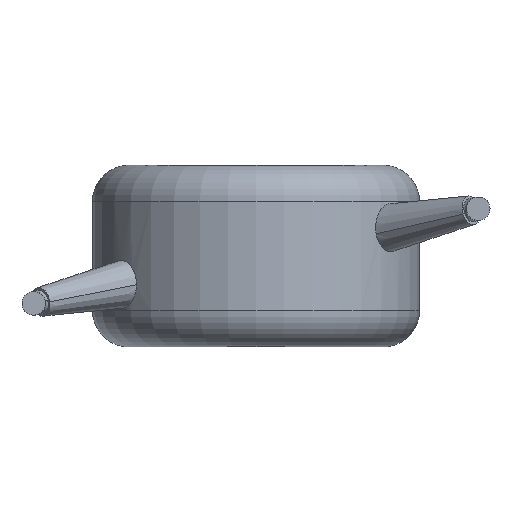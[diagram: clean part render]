
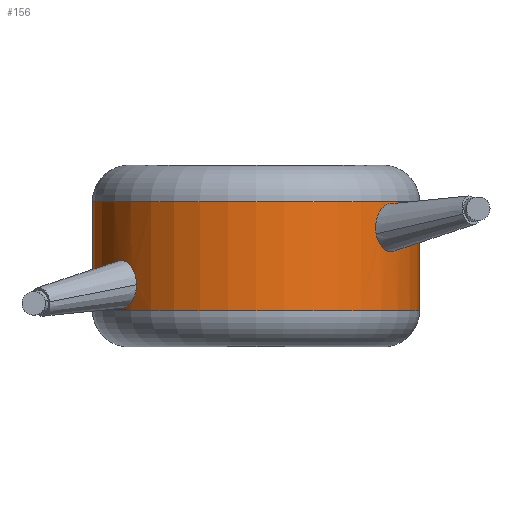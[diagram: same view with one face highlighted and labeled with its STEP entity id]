
A CAD part, front view. The second image highlights one B-rep face of the part: STEP entity #156.
In plain terms, the highlighted cylindrical face has radius 4.5 mm (diameter 9 mm), a partial arc.
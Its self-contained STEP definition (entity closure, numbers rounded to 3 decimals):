
#1 = EDGE_LOOP ( 'NONE', ( #3310, #500 ) ) ;
#33 = CARTESIAN_POINT ( 'NONE',  ( -3.602, -2.702, 2.383 ) ) ;
#89 = VERTEX_POINT ( 'NONE', #256 ) ;
#92 = CARTESIAN_POINT ( 'NONE',  ( -3.803, -2.412, 1.065 ) ) ;
#108 = DIRECTION ( 'NONE',  ( 0., 0., -1. ) ) ;
#109 = CARTESIAN_POINT ( 'NONE',  ( 3.597, -2.708, 2.619 ) ) ;
#156 = ADVANCED_FACE ( 'NONE', ( #3009, #1584, #2427 ), #542, .T. ) ;
#177 = ORIENTED_EDGE ( 'NONE', *, *, #475, .T. ) ;
#256 = CARTESIAN_POINT ( 'NONE',  ( 4.5, 0., 1. ) ) ;
#278 = EDGE_CURVE ( 'NONE', #3372, #2482, #2097, .T. ) ;
#307 = ORIENTED_EDGE ( 'NONE', *, *, #1639, .F. ) ;
#348 = DIRECTION ( 'NONE',  ( 0., 0., -1. ) ) ;
#350 = CARTESIAN_POINT ( 'NONE',  ( -3.979, -2.103, 2.138 ) ) ;
#379 = CARTESIAN_POINT ( 'NONE',  ( -3.8, -2.417, 2.388 ) ) ;
#381 = CARTESIAN_POINT ( 'NONE',  ( 4.038, -1.987, 3.36 ) ) ;
#408 = CARTESIAN_POINT ( 'NONE',  ( 4.5, 0., 4. ) ) ;
#475 = EDGE_CURVE ( 'NONE', #3077, #3372, #3660, .T. ) ;
#500 = ORIENTED_EDGE ( 'NONE', *, *, #1494, .F. ) ;
#542 = CYLINDRICAL_SURFACE ( 'NONE', #2855, 4.5 ) ;
#596 = CARTESIAN_POINT ( 'NONE',  ( 3.303, -3.056, 3.115 ) ) ;
#606 = EDGE_CURVE ( 'NONE', #3077, #89, #2407, .T. ) ;
#672 = CARTESIAN_POINT ( 'NONE',  ( -4.038, -1.985, 1.729 ) ) ;
#693 = CARTESIAN_POINT ( 'NONE',  ( -3.29, -3.071, 1.713 ) ) ;
#708 = CARTESIAN_POINT ( 'NONE',  ( 4.027, -2.009, 3.444 ) ) ;
#717 = CARTESIAN_POINT ( 'NONE',  ( -3.508, -2.82, 1.139 ) ) ;
#806 = CARTESIAN_POINT ( 'NONE',  ( 3.843, -2.343, 3.889 ) ) ;
#830 = CARTESIAN_POINT ( 'NONE',  ( 4.027, -2.009, 3.444 ) ) ;
#883 = B_SPLINE_CURVE_WITH_KNOTS ( 'NONE', 3,
 ( #3266, #2095, #1559, #109, #1257, #3243, #3225, #3207, #2110, #2968, #381, #708 ),
 .UNSPECIFIED., .F., .F.,
 ( 4, 2, 2, 2, 2, 4 ),
 ( 0.004, 0.004, 0.005, 0.005, 0.006, 0.006 ),
 .UNSPECIFIED. ) ;
#959 = VERTEX_POINT ( 'NONE', #1404 ) ;
#965 = DIRECTION ( 'NONE',  ( -1., 0., 0. ) ) ;
#985 = DIRECTION ( 'NONE',  ( 0., 0., -1. ) ) ;
#1035 = VERTEX_POINT ( 'NONE', #2020 ) ;
#1094 = ORIENTED_EDGE ( 'NONE', *, *, #606, .F. ) ;
#1178 = CARTESIAN_POINT ( 'NONE',  ( -3.495, -2.837, 2.31 ) ) ;
#1185 = VERTEX_POINT ( 'NONE', #596 ) ;
#1195 = CARTESIAN_POINT ( 'NONE',  ( -4.038, -1.985, 1.729 ) ) ;
#1243 = AXIS2_PLACEMENT_3D ( 'NONE', #2136, #2420, #2955 ) ;
#1248 = CARTESIAN_POINT ( 'NONE',  ( 4.027, -2.009, 3.444 ) ) ;
#1257 = CARTESIAN_POINT ( 'NONE',  ( 3.706, -2.558, 2.592 ) ) ;
#1280 = CARTESIAN_POINT ( 'NONE',  ( -4.5, 0., 1. ) ) ;
#1379 = CARTESIAN_POINT ( 'NONE',  ( 3.655, -2.627, 3.941 ) ) ;
#1404 = CARTESIAN_POINT ( 'NONE',  ( -3.29, -3.071, 1.713 ) ) ;
#1467 = B_SPLINE_CURVE_WITH_KNOTS ( 'NONE', 3,
 ( #672, #3579, #2107, #3567, #92, #3533, #1828, #717, #2696, #2393, #2993, #693 ),
 .UNSPECIFIED., .F., .F.,
 ( 4, 2, 2, 2, 2, 4 ),
 ( 0.003, 0.003, 0.004, 0.004, 0.004, 0.005 ),
 .UNSPECIFIED. ) ;
#1494 = EDGE_CURVE ( 'NONE', #1929, #1185, #2118, .T. ) ;
#1513 = CARTESIAN_POINT ( 'NONE',  ( 0., 0., 4. ) ) ;
#1536 = ORIENTED_EDGE ( 'NONE', *, *, #278, .T. ) ;
#1559 = CARTESIAN_POINT ( 'NONE',  ( 3.408, -2.942, 2.796 ) ) ;
#1584 = FACE_BOUND ( 'NONE', #2642, .T. ) ;
#1612 = CARTESIAN_POINT ( 'NONE',  ( -4.5, 0., 5. ) ) ;
#1639 = EDGE_CURVE ( 'NONE', #959, #1035, #3391, .T. ) ;
#1653 = CARTESIAN_POINT ( 'NONE',  ( 3.955, -2.152, 3.756 ) ) ;
#1768 = CARTESIAN_POINT ( 'NONE',  ( -4.032, -1.999, 1.904 ) ) ;
#1796 = CARTESIAN_POINT ( 'NONE',  ( -3.89, -2.266, 2.319 ) ) ;
#1810 = CARTESIAN_POINT ( 'NONE',  ( -3.29, -3.071, 1.713 ) ) ;
#1828 = CARTESIAN_POINT ( 'NONE',  ( -3.606, -2.694, 1.075 ) ) ;
#1833 = CARTESIAN_POINT ( 'NONE',  ( -4.5, 0., 4. ) ) ;
#1929 = VERTEX_POINT ( 'NONE', #1248 ) ;
#1972 = CARTESIAN_POINT ( 'NONE',  ( 3.303, -3.056, 3.115 ) ) ;
#2020 = CARTESIAN_POINT ( 'NONE',  ( -4.038, -1.985, 1.729 ) ) ;
#2095 = CARTESIAN_POINT ( 'NONE',  ( 3.332, -3.025, 2.946 ) ) ;
#2097 = LINE ( 'NONE', #1612, #3664 ) ;
#2107 = CARTESIAN_POINT ( 'NONE',  ( -4.005, -2.054, 1.386 ) ) ;
#2110 = CARTESIAN_POINT ( 'NONE',  ( 4.032, -1.998, 3.099 ) ) ;
#2116 = DIRECTION ( 'NONE',  ( 1., 0., 0. ) ) ;
#2118 = B_SPLINE_CURVE_WITH_KNOTS ( 'NONE', 3,
 ( #830, #2210, #1653, #806, #2795, #3673, #1379, #3068, #2494, #3661, #2537, #2220, #3385, #1972 ),
 .UNSPECIFIED., .F., .F.,
 ( 4, 2, 2, 2, 2, 2, 4 ),
 ( 0.002, 0.002, 0.003, 0.003, 0.003, 0.003, 0.004 ),
 .UNSPECIFIED. ) ;
#2136 = CARTESIAN_POINT ( 'NONE',  ( 0., 0., 1. ) ) ;
#2210 = CARTESIAN_POINT ( 'NONE',  ( 4.005, -2.052, 3.611 ) ) ;
#2220 = CARTESIAN_POINT ( 'NONE',  ( 3.293, -3.068, 3.465 ) ) ;
#2227 = AXIS2_PLACEMENT_3D ( 'NONE', #1513, #985, #2116 ) ;
#2290 = EDGE_LOOP ( 'NONE', ( #1094, #177, #1536, #3409 ) ) ;
#2393 = CARTESIAN_POINT ( 'NONE',  ( -3.341, -3.017, 1.37 ) ) ;
#2407 = LINE ( 'NONE', #2678, #3475 ) ;
#2420 = DIRECTION ( 'NONE',  ( 0., 0., 1. ) ) ;
#2427 = FACE_BOUND ( 'NONE', #1, .T. ) ;
#2482 = VERTEX_POINT ( 'NONE', #1280 ) ;
#2494 = CARTESIAN_POINT ( 'NONE',  ( 3.506, -2.822, 3.86 ) ) ;
#2537 = CARTESIAN_POINT ( 'NONE',  ( 3.38, -2.971, 3.689 ) ) ;
#2599 = EDGE_CURVE ( 'NONE', #2482, #89, #3204, .T. ) ;
#2624 = CARTESIAN_POINT ( 'NONE',  ( -3.336, -3.023, 2.061 ) ) ;
#2642 = EDGE_LOOP ( 'NONE', ( #307, #2901 ) ) ;
#2644 = EDGE_CURVE ( 'NONE', #1035, #959, #1467, .T. ) ;
#2675 = DIRECTION ( 'NONE',  ( 0., 0., -1. ) ) ;
#2678 = CARTESIAN_POINT ( 'NONE',  ( 4.5, 0., 5. ) ) ;
#2696 = CARTESIAN_POINT ( 'NONE',  ( -3.46, -2.878, 1.188 ) ) ;
#2795 = CARTESIAN_POINT ( 'NONE',  ( 3.799, -2.413, 3.919 ) ) ;
#2855 = AXIS2_PLACEMENT_3D ( 'NONE', #3525, #2675, #965 ) ;
#2884 = CARTESIAN_POINT ( 'NONE',  ( -4.002, -2.058, 2.065 ) ) ;
#2901 = ORIENTED_EDGE ( 'NONE', *, *, #2644, .F. ) ;
#2955 = DIRECTION ( 'NONE',  ( 1., 0., 0. ) ) ;
#2968 = CARTESIAN_POINT ( 'NONE',  ( 4.041, -1.98, 3.272 ) ) ;
#2993 = CARTESIAN_POINT ( 'NONE',  ( -3.291, -3.069, 1.542 ) ) ;
#3009 = FACE_OUTER_BOUND ( 'NONE', #2290, .T. ) ;
#3068 = CARTESIAN_POINT ( 'NONE',  ( 3.555, -2.76, 3.898 ) ) ;
#3077 = VERTEX_POINT ( 'NONE', #408 ) ;
#3136 = EDGE_CURVE ( 'NONE', #1185, #1929, #883, .T. ) ;
#3169 = CARTESIAN_POINT ( 'NONE',  ( -4.039, -1.984, 1.817 ) ) ;
#3204 = CIRCLE ( 'NONE', #1243, 4.5 ) ;
#3207 = CARTESIAN_POINT ( 'NONE',  ( 4.02, -2.024, 3.014 ) ) ;
#3220 = CARTESIAN_POINT ( 'NONE',  ( -3.288, -3.073, 1.887 ) ) ;
#3225 = CARTESIAN_POINT ( 'NONE',  ( 3.96, -2.14, 2.789 ) ) ;
#3243 = CARTESIAN_POINT ( 'NONE',  ( 3.887, -2.273, 2.677 ) ) ;
#3266 = CARTESIAN_POINT ( 'NONE',  ( 3.303, -3.056, 3.115 ) ) ;
#3310 = ORIENTED_EDGE ( 'NONE', *, *, #3136, .F. ) ;
#3372 = VERTEX_POINT ( 'NONE', #1833 ) ;
#3385 = CARTESIAN_POINT ( 'NONE',  ( 3.275, -3.087, 3.282 ) ) ;
#3391 = B_SPLINE_CURVE_WITH_KNOTS ( 'NONE', 3,
 ( #1810, #3220, #2624, #1178, #33, #379, #1796, #350, #2884, #1768, #3169, #1195 ),
 .UNSPECIFIED., .F., .F.,
 ( 4, 2, 2, 2, 2, 4 ),
 ( 0.001, 0.001, 0.002, 0.002, 0.002, 0.003 ),
 .UNSPECIFIED. ) ;
#3409 = ORIENTED_EDGE ( 'NONE', *, *, #2599, .T. ) ;
#3475 = VECTOR ( 'NONE', #348, 1000. ) ;
#3525 = CARTESIAN_POINT ( 'NONE',  ( 0., 0., 5. ) ) ;
#3533 = CARTESIAN_POINT ( 'NONE',  ( -3.657, -2.623, 1.059 ) ) ;
#3567 = CARTESIAN_POINT ( 'NONE',  ( -3.89, -2.266, 1.141 ) ) ;
#3579 = CARTESIAN_POINT ( 'NONE',  ( -4.037, -1.988, 1.555 ) ) ;
#3660 = CIRCLE ( 'NONE', #2227, 4.5 ) ;
#3661 = CARTESIAN_POINT ( 'NONE',  ( 3.418, -2.927, 3.755 ) ) ;
#3664 = VECTOR ( 'NONE', #108, 1000. ) ;
#3673 = CARTESIAN_POINT ( 'NONE',  ( 3.706, -2.555, 3.945 ) ) ;
